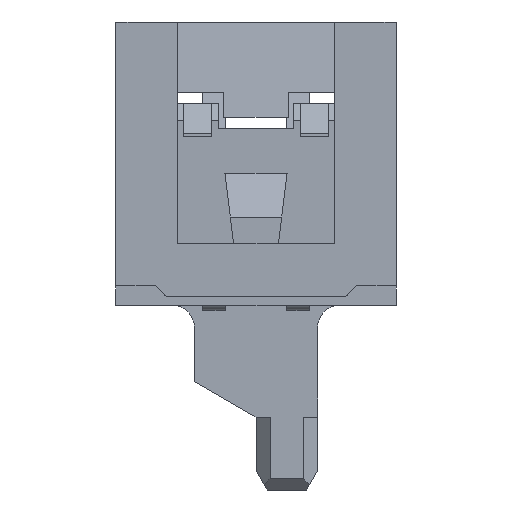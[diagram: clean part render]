
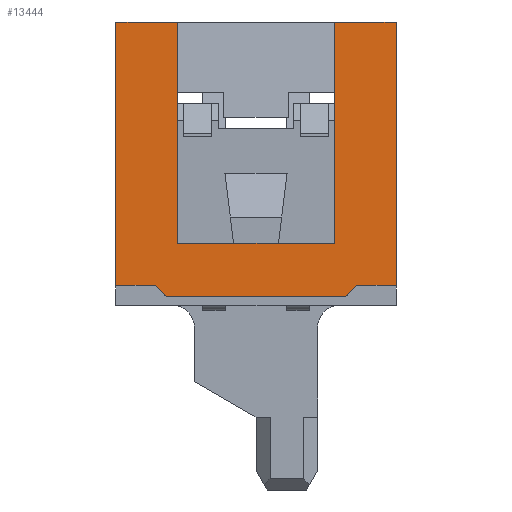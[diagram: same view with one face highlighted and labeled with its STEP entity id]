
A CAD part, left-side view. The second image highlights one B-rep face of the part: STEP entity #13444.
In plain terms, the highlighted planar face has unit normal (-1, 0, 0).
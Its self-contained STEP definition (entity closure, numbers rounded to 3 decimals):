
#955=DIRECTION('',(0.,0.,1.));
#956=VECTOR('',#955,4.7);
#957=CARTESIAN_POINT('',(-8.04,-2.5,-2.8));
#958=LINE('',#957,#956);
#1200=DIRECTION('',(0.,1.,0.));
#1201=VECTOR('',#1200,1.1);
#1202=CARTESIAN_POINT('',(-8.04,-2.5,1.9));
#1203=LINE('',#1202,#1201);
#1220=DIRECTION('',(0.,1.,0.));
#1221=VECTOR('',#1220,1.1);
#1222=CARTESIAN_POINT('',(-8.04,1.4,1.9));
#1223=LINE('',#1222,#1221);
#2916=DIRECTION('',(0.,0.,-1.));
#2917=VECTOR('',#2916,4.7);
#2918=CARTESIAN_POINT('',(-8.04,2.5,1.9));
#2919=LINE('',#2918,#2917);
#3122=DIRECTION('',(0.,0.,1.));
#3123=VECTOR('',#3122,3.95);
#3124=CARTESIAN_POINT('',(-8.04,1.4,-2.05));
#3125=LINE('',#3124,#3123);
#3146=DIRECTION('',(0.,0.,-1.));
#3147=VECTOR('',#3146,3.95);
#3148=CARTESIAN_POINT('',(-8.04,-1.4,1.9));
#3149=LINE('',#3148,#3147);
#3162=DIRECTION('',(0.,-1.,0.));
#3163=VECTOR('',#3162,0.7);
#3164=CARTESIAN_POINT('',(-8.04,-1.8,-2.8));
#3165=LINE('',#3164,#3163);
#3166=DIRECTION('',(0.,-0.707,0.707));
#3167=VECTOR('',#3166,0.283);
#3168=CARTESIAN_POINT('',(-8.04,-1.6,-3.));
#3169=LINE('',#3168,#3167);
#3170=DIRECTION('',(0.,-1.,0.));
#3171=VECTOR('',#3170,3.2);
#3172=CARTESIAN_POINT('',(-8.04,1.6,-3.));
#3173=LINE('',#3172,#3171);
#3174=DIRECTION('',(0.,-0.707,-0.707));
#3175=VECTOR('',#3174,0.283);
#3176=CARTESIAN_POINT('',(-8.04,1.8,-2.8));
#3177=LINE('',#3176,#3175);
#3178=DIRECTION('',(0.,-1.,0.));
#3179=VECTOR('',#3178,0.7);
#3180=CARTESIAN_POINT('',(-8.04,2.5,-2.8));
#3181=LINE('',#3180,#3179);
#3182=DIRECTION('',(0.,1.,0.));
#3183=VECTOR('',#3182,2.8);
#3184=CARTESIAN_POINT('',(-8.04,-1.4,-2.05));
#3185=LINE('',#3184,#3183);
#8172=CARTESIAN_POINT('',(-8.04,-2.5,1.9));
#8174=VERTEX_POINT('',#8172);
#8176=CARTESIAN_POINT('',(-8.04,2.5,1.9));
#8178=VERTEX_POINT('',#8176);
#8180=CARTESIAN_POINT('',(-8.04,-1.4,-2.05));
#8181=CARTESIAN_POINT('',(-8.04,1.4,-2.05));
#8182=VERTEX_POINT('',#8180);
#8183=VERTEX_POINT('',#8181);
#8184=CARTESIAN_POINT('',(-8.04,2.5,-2.8));
#8185=CARTESIAN_POINT('',(-8.04,1.8,-2.8));
#8186=VERTEX_POINT('',#8184);
#8187=VERTEX_POINT('',#8185);
#8188=CARTESIAN_POINT('',(-8.04,1.6,-3.));
#8189=VERTEX_POINT('',#8188);
#8190=CARTESIAN_POINT('',(-8.04,-1.6,-3.));
#8191=VERTEX_POINT('',#8190);
#8192=CARTESIAN_POINT('',(-8.04,-1.8,-2.8));
#8193=VERTEX_POINT('',#8192);
#8194=CARTESIAN_POINT('',(-8.04,-2.5,-2.8));
#8195=VERTEX_POINT('',#8194);
#8329=CARTESIAN_POINT('',(-8.04,-1.4,1.9));
#8330=VERTEX_POINT('',#8329);
#8331=CARTESIAN_POINT('',(-8.04,1.4,1.9));
#8332=VERTEX_POINT('',#8331);
#13420=CARTESIAN_POINT('',(-8.04,-2.5,0.65));
#13421=DIRECTION('',(-1.,0.,0.));
#13422=DIRECTION('',(0.,0.,1.));
#13423=AXIS2_PLACEMENT_3D('',#13420,#13421,#13422);
#13424=PLANE('',#13423);
#13425=ORIENTED_EDGE('',*,*,#13401,.F.);
#13426=ORIENTED_EDGE('',*,*,#11232,.F.);
#13427=ORIENTED_EDGE('',*,*,#11139,.F.);
#13429=ORIENTED_EDGE('',*,*,#13428,.F.);
#13431=ORIENTED_EDGE('',*,*,#13430,.F.);
#13433=ORIENTED_EDGE('',*,*,#13432,.F.);
#13435=ORIENTED_EDGE('',*,*,#13434,.F.);
#13437=ORIENTED_EDGE('',*,*,#13436,.F.);
#13438=ORIENTED_EDGE('',*,*,#13086,.F.);
#13439=ORIENTED_EDGE('',*,*,#11246,.F.);
#13440=ORIENTED_EDGE('',*,*,#13354,.F.);
#13441=ORIENTED_EDGE('',*,*,#13381,.F.);
#13442=EDGE_LOOP('',(#13425,#13426,#13427,#13429,#13431,#13433,#13435,#13437,
#13438,#13439,#13440,#13441));
#13443=FACE_OUTER_BOUND('',#13442,.F.);
#11139=EDGE_CURVE('',#8195,#8174,#958,.T.);
#11232=EDGE_CURVE('',#8174,#8330,#1203,.T.);
#11246=EDGE_CURVE('',#8332,#8178,#1223,.T.);
#13086=EDGE_CURVE('',#8178,#8186,#2919,.T.);
#13354=EDGE_CURVE('',#8183,#8332,#3125,.T.);
#13381=EDGE_CURVE('',#8182,#8183,#3185,.T.);
#13401=EDGE_CURVE('',#8330,#8182,#3149,.T.);
#13428=EDGE_CURVE('',#8193,#8195,#3165,.T.);
#13430=EDGE_CURVE('',#8191,#8193,#3169,.T.);
#13432=EDGE_CURVE('',#8189,#8191,#3173,.T.);
#13434=EDGE_CURVE('',#8187,#8189,#3177,.T.);
#13436=EDGE_CURVE('',#8186,#8187,#3181,.T.);
#13444=ADVANCED_FACE('',(#13443),#13424,.T.);
